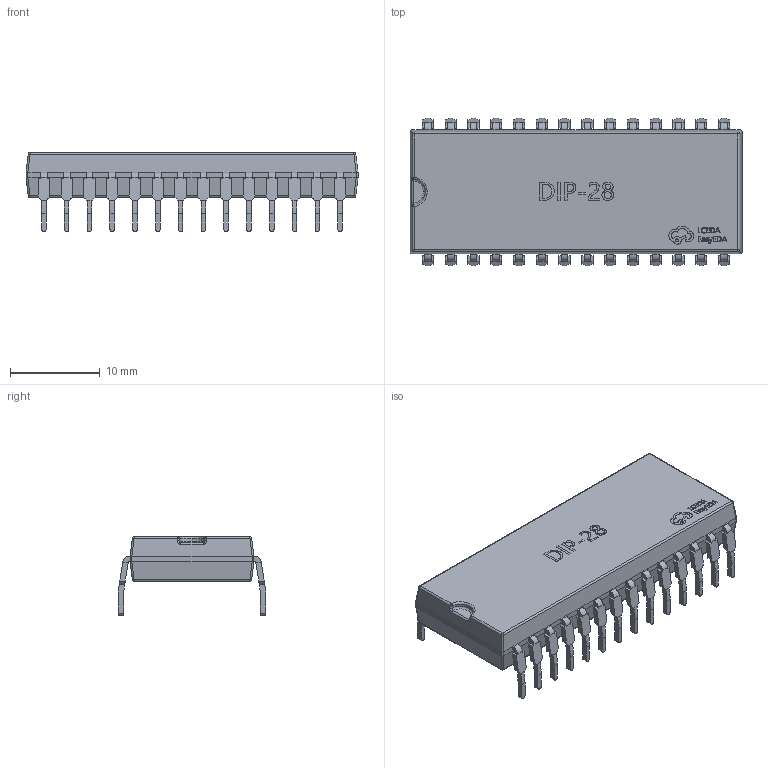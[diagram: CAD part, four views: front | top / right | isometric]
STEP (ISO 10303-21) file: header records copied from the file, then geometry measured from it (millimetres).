
FILE_DESCRIPTION (( 'STEP AP214' ), '1' );
FILE_NAME ('DIP-28_L37.0-W13.8-H5.4-LS15.85-P2.54.step', '2022-06-21T14:06:07', ( '' ), ( '' ), 'SwSTEP 2.0', 'SolidWorks 2020', '' );
FILE_SCHEMA (( 'AUTOMOTIVE_DESIGN' ));
Length unit declared in the file: millimetre
Products named in the file (1): DIP-28_L37.0-W13.8-H5.4-LS15.85-P2.54
Bounding box: 37 x 16.45 x 8.81 mm (x, y, z)
Volume: 2576.6 mm3; surface area: 1982.3 mm2
Topology: 1 solids, 1 shells, 1052 faces, 2895 edges, 1881 vertices
Faces by surface type: plane 699, cylinder 192, bspline 148, sphere 10, torus 3
Entity records: 47839 total; most frequent: CARTESIAN_POINT 10453, ORIENTED_EDGE 5790, DIRECTION 4703, EDGE_CURVE 2895, LINE 2137, VECTOR 2137, VERTEX_POINT 1881, AXIS2_PLACEMENT_3D 1283
